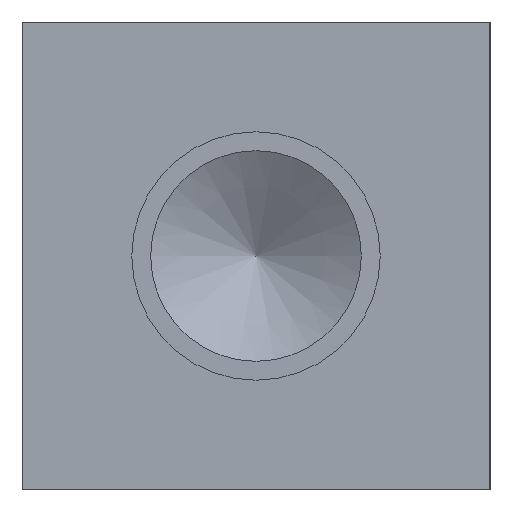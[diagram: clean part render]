
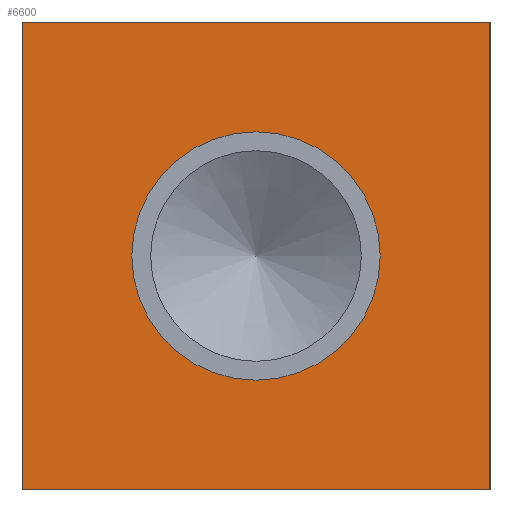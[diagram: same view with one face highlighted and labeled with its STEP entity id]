
A CAD part, left-side view. The second image highlights one B-rep face of the part: STEP entity #6600.
In plain terms, the highlighted planar face has unit normal (-1, 0, 0).
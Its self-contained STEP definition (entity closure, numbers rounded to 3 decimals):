
#96=CIRCLE('',#6926,16.853);
#97=CIRCLE('',#6927,16.853);
#138=FACE_BOUND('',#1074,.T.);
#367=PLANE('',#6929);
#700=FACE_OUTER_BOUND('',#1073,.T.);
#1073=EDGE_LOOP('',(#5879,#5880,#5881,#5882));
#1074=EDGE_LOOP('',(#5883,#5884));
#1358=LINE('',#9973,#2045);
#1762=LINE('',#11068,#2449);
#1763=LINE('',#11069,#2450);
#1764=LINE('',#11070,#2451);
#2045=VECTOR('',#7370,10.);
#2449=VECTOR('',#8236,10.);
#2450=VECTOR('',#8237,10.);
#2451=VECTOR('',#8238,10.);
#2881=VERTEX_POINT('',#9966);
#2884=VERTEX_POINT('',#9971);
#3213=VERTEX_POINT('',#11058);
#3214=VERTEX_POINT('',#11059);
#3215=VERTEX_POINT('',#11066);
#3216=VERTEX_POINT('',#11067);
#3630=EDGE_CURVE('',#2884,#2881,#1358,.T.);
#4104=EDGE_CURVE('',#3213,#3214,#96,.T.);
#4105=EDGE_CURVE('',#3214,#3213,#97,.T.);
#4108=EDGE_CURVE('',#3215,#3216,#1762,.T.);
#4109=EDGE_CURVE('',#3216,#2881,#1763,.T.);
#4110=EDGE_CURVE('',#3215,#2884,#1764,.T.);
#5879=ORIENTED_EDGE('',*,*,#4108,.T.);
#5880=ORIENTED_EDGE('',*,*,#4109,.T.);
#5881=ORIENTED_EDGE('',*,*,#3630,.F.);
#5882=ORIENTED_EDGE('',*,*,#4110,.F.);
#5883=ORIENTED_EDGE('',*,*,#4104,.T.);
#5884=ORIENTED_EDGE('',*,*,#4105,.T.);
#6600=ADVANCED_FACE('',(#700,#138),#367,.T.);
#6926=AXIS2_PLACEMENT_3D('',#11060,#8226,#8227);
#6927=AXIS2_PLACEMENT_3D('',#11061,#8228,#8229);
#6929=AXIS2_PLACEMENT_3D('',#11065,#8234,#8235);
#7370=DIRECTION('',(0.,-1.,0.));
#8226=DIRECTION('center_axis',(1.,0.,0.));
#8227=DIRECTION('ref_axis',(0.,1.,0.));
#8228=DIRECTION('center_axis',(1.,0.,0.));
#8229=DIRECTION('ref_axis',(0.,1.,0.));
#8234=DIRECTION('center_axis',(-1.,0.,0.));
#8235=DIRECTION('ref_axis',(0.,-1.,0.));
#8236=DIRECTION('',(0.,-1.,0.));
#8237=DIRECTION('',(0.,0.,1.));
#8238=DIRECTION('',(0.,0.,1.));
#9966=CARTESIAN_POINT('',(0.,0.,63.5));
#9971=CARTESIAN_POINT('',(0.,63.5,63.5));
#9973=CARTESIAN_POINT('',(0.,63.5,63.5));
#11058=CARTESIAN_POINT('',(0.,48.603,31.75));
#11059=CARTESIAN_POINT('',(0.,14.897,31.75));
#11060=CARTESIAN_POINT('Origin',(0.,31.75,31.75));
#11061=CARTESIAN_POINT('Origin',(0.,31.75,31.75));
#11065=CARTESIAN_POINT('Origin',(0.,63.5,0.));
#11066=CARTESIAN_POINT('',(0.,63.5,0.));
#11067=CARTESIAN_POINT('',(0.,0.,0.));
#11068=CARTESIAN_POINT('',(0.,63.5,0.));
#11069=CARTESIAN_POINT('',(0.,0.,0.));
#11070=CARTESIAN_POINT('',(0.,63.5,0.));
